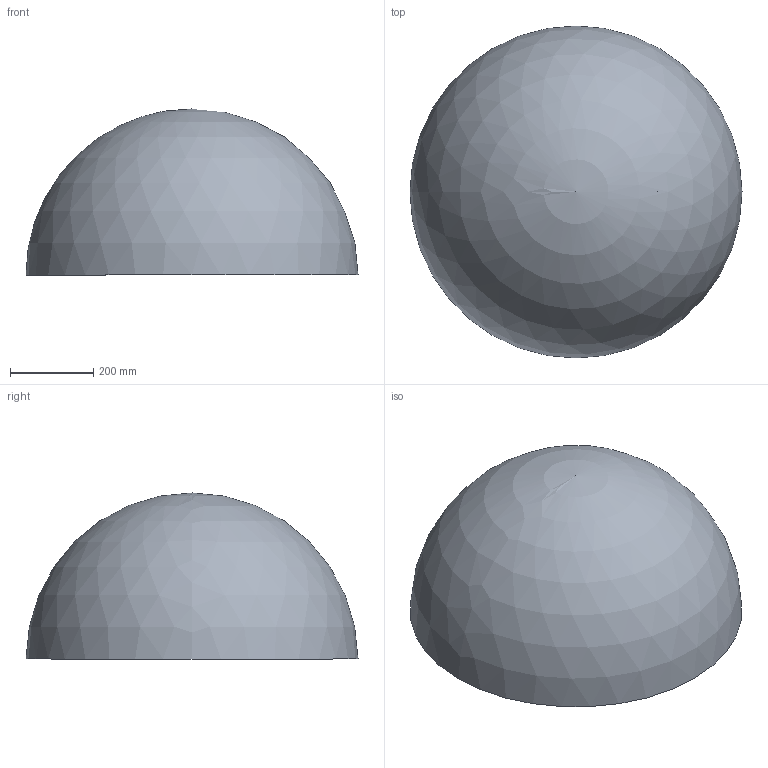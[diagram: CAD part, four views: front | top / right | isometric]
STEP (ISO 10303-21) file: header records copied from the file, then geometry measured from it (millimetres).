
FILE_DESCRIPTION (( 'STEP AP203' ), '1' );
FILE_NAME ('620800.STEP', '2021-08-17T14:29:39', ( '' ), ( '' ), 'SwSTEP 2.0', 'SolidWorks 2018', '' );
FILE_SCHEMA (( 'CONFIG_CONTROL_DESIGN' ));
Length unit declared in the file: millimetre
Products named in the file (2): 620800
Bounding box: 800 x 800 x 400 mm (x, y, z)
Volume: 3981160.1 mm3; surface area: 2000620.5 mm2
Topology: 1 solids, 1 shells, 196 faces, 516 edges, 344 vertices
Faces by surface type: bspline 107, plane 64, sphere 25
Entity records: 10766 total; most frequent: CARTESIAN_POINT 6392, ORIENTED_EDGE 1024, DIRECTION 608, EDGE_CURVE 512, VERTEX_POINT 342, EDGE_LOOP 220, AXIS2_PLACEMENT_3D 219, B_SPLINE_CURVE_WITH_KNOTS 214
